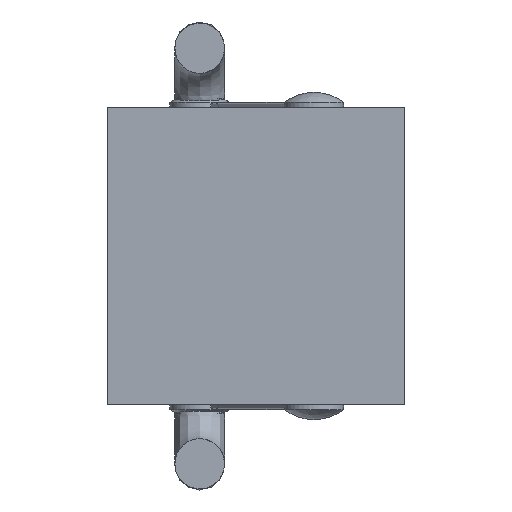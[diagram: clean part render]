
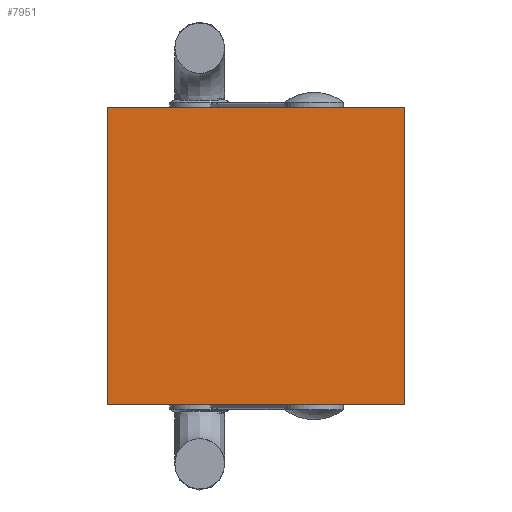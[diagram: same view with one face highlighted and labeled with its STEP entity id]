
A CAD part, front view. The second image highlights one B-rep face of the part: STEP entity #7951.
In plain terms, the highlighted planar face has unit normal (0, -1, 0).
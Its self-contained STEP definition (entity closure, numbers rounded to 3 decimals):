
#189 = CARTESIAN_POINT ( 'NONE',  ( 1.5, -0.51, 1.5 ) ) ;
#210 = DIRECTION ( 'NONE',  ( -1., 0., 0. ) ) ;
#4255 = AXIS2_PLACEMENT_3D ( 'NONE', #4860, #4861, #4862 ) ;
#4464 = FACE_OUTER_BOUND ( 'NONE', #9094, .T. ) ;
#4841 = PLANE ( 'NONE',  #4255 ) ;
#4860 = CARTESIAN_POINT ( 'NONE',  ( 0., -0.51, 0. ) ) ;
#4861 = DIRECTION ( 'NONE',  ( 0., 1., 0. ) ) ;
#4862 = DIRECTION ( 'NONE',  ( 0., 0., 1. ) ) ;
#5110 = EDGE_CURVE ( 'NONE', #10151, #10153, #12718, .T. ) ;
#7951 = ADVANCED_FACE ( 'NONE', ( #4464 ), #4841, .F. ) ;
#9094 = EDGE_LOOP ( 'NONE', ( #10174, #10158, #10175, #10176 ) ) ;
#9411 = EDGE_CURVE ( 'NONE', #10143, #10152, #10936, .T. ) ;
#9425 = EDGE_CURVE ( 'NONE', #10153, #10143, #10946, .T. ) ;
#9432 = EDGE_CURVE ( 'NONE', #10152, #10151, #10953, .T. ) ;
#10143 = VERTEX_POINT ( 'NONE', #11216 ) ;
#10151 = VERTEX_POINT ( 'NONE', #11225 ) ;
#10152 = VERTEX_POINT ( 'NONE', #11219 ) ;
#10153 = VERTEX_POINT ( 'NONE', #11226 ) ;
#10158 = ORIENTED_EDGE ( 'NONE', *, *, #9411, .T. ) ;
#10174 = ORIENTED_EDGE ( 'NONE', *, *, #9425, .T. ) ;
#10175 = ORIENTED_EDGE ( 'NONE', *, *, #9432, .T. ) ;
#10176 = ORIENTED_EDGE ( 'NONE', *, *, #5110, .T. ) ;
#10936 = LINE ( 'NONE', #11158, #10939 ) ;
#10939 = VECTOR ( 'NONE', #11159, 1000. ) ;
#10946 = LINE ( 'NONE', #11163, #10950 ) ;
#10950 = VECTOR ( 'NONE', #11171, 1000. ) ;
#10953 = LINE ( 'NONE', #11176, #10955 ) ;
#10955 = VECTOR ( 'NONE', #11178, 1000. ) ;
#11158 = CARTESIAN_POINT ( 'NONE',  ( 1.5, -0.51, -1.5 ) ) ;
#11159 = DIRECTION ( 'NONE',  ( 1., 0., 0. ) ) ;
#11163 = CARTESIAN_POINT ( 'NONE',  ( -1.5, -0.51, 1.5 ) ) ;
#11171 = DIRECTION ( 'NONE',  ( 0., 0., -1. ) ) ;
#11176 = CARTESIAN_POINT ( 'NONE',  ( 1.5, -0.51, 1.5 ) ) ;
#11178 = DIRECTION ( 'NONE',  ( 0., 0., 1. ) ) ;
#11216 = CARTESIAN_POINT ( 'NONE',  ( -1.5, -0.51, -1.5 ) ) ;
#11219 = CARTESIAN_POINT ( 'NONE',  ( 1.5, -0.51, -1.5 ) ) ;
#11225 = CARTESIAN_POINT ( 'NONE',  ( 1.5, -0.51, 1.5 ) ) ;
#11226 = CARTESIAN_POINT ( 'NONE',  ( -1.5, -0.51, 1.5 ) ) ;
#12718 = LINE ( 'NONE', #189, #12719 ) ;
#12719 = VECTOR ( 'NONE', #210, 1000. ) ;
